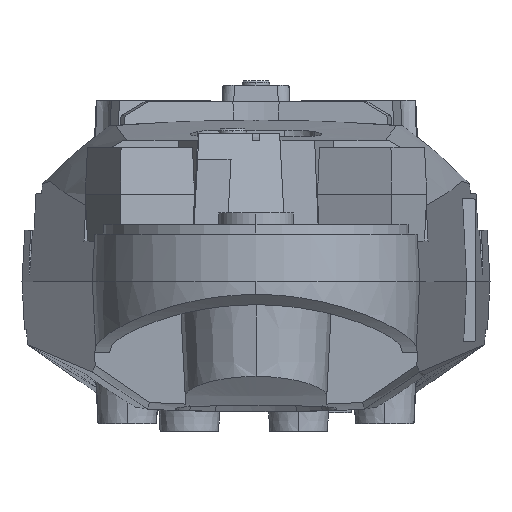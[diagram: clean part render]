
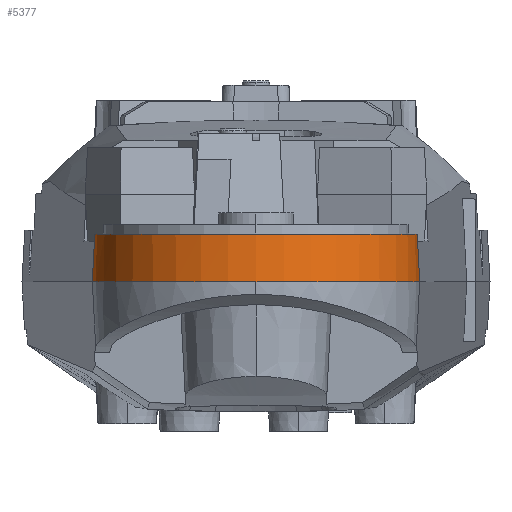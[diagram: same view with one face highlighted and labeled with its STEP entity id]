
A CAD part, front view. The second image highlights one B-rep face of the part: STEP entity #5377.
In plain terms, the highlighted conical face has half-angle 3 degrees and reference radius 70 mm.
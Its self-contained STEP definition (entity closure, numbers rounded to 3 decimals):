
#306 = EDGE_CURVE ( 'NONE', #15567, #8579, #10308, .T. ) ;
#429 = CARTESIAN_POINT ( 'NONE',  ( 0., -900., -34. ) ) ;
#849 = EDGE_CURVE ( 'NONE', #1245, #7582, #8169, .T. ) ;
#922 = CARTESIAN_POINT ( 'NONE',  ( 69.05, -902.303, -16.6 ) ) ;
#969 = AXIS2_PLACEMENT_3D ( 'NONE', #22011, #22271, #7823 ) ;
#995 = ORIENTED_EDGE ( 'NONE', *, *, #2245, .T. ) ;
#1245 = VERTEX_POINT ( 'NONE', #17870 ) ;
#1819 = CARTESIAN_POINT ( 'NONE',  ( -12.5, -832.052, -16.6 ) ) ;
#1945 = CARTESIAN_POINT ( 'NONE',  ( 69.05, -902.303, -16.6 ) ) ;
#2245 = EDGE_CURVE ( 'NONE', #7582, #3119, #5418, .T. ) ;
#2332 = CIRCLE ( 'NONE', #10398, 70. ) ;
#2806 = FACE_OUTER_BOUND ( 'NONE', #21392, .T. ) ;
#3119 = VERTEX_POINT ( 'NONE', #24866 ) ;
#3455 = VERTEX_POINT ( 'NONE', #19452 ) ;
#3993 = VECTOR ( 'NONE', #8057, 1000. ) ;
#4159 = CIRCLE ( 'NONE', #25775, 69.088 ) ;
#4387 = DIRECTION ( 'NONE',  ( 0., 0., -1. ) ) ;
#4837 = EDGE_CURVE ( 'NONE', #3455, #22061, #13829, .T. ) ;
#5361 = VECTOR ( 'NONE', #21794, 1000. ) ;
#5377 = ADVANCED_FACE ( 'NONE', ( #2806 ), #17228, .T. ) ;
#5418 = B_SPLINE_CURVE_WITH_KNOTS ( 'NONE', 3,
 ( #11787, #18269, #16280, #1819 ),
 .UNSPECIFIED., .F., .F.,
 ( 4, 4 ),
 ( 0., 1. ),
 .UNSPECIFIED. ) ;
#5609 = LINE ( 'NONE', #23793, #5361 ) ;
#6268 = CARTESIAN_POINT ( 'NONE',  ( 0., -900., -13.6 ) ) ;
#6278 = DIRECTION ( 'NONE',  ( 0., -1., 0. ) ) ;
#6578 = DIRECTION ( 'NONE',  ( 0., 1., 0. ) ) ;
#7582 = VERTEX_POINT ( 'NONE', #24108 ) ;
#7605 = ORIENTED_EDGE ( 'NONE', *, *, #14197, .F. ) ;
#7721 = DIRECTION ( 'NONE',  ( 0., 0., -1. ) ) ;
#7823 = DIRECTION ( 'NONE',  ( 0., 1., 0. ) ) ;
#8057 = DIRECTION ( 'NONE',  ( 0.052, -0.002, -0.999 ) ) ;
#8066 = CARTESIAN_POINT ( 'NONE',  ( 69.961, -902.333, -34. ) ) ;
#8138 = VERTEX_POINT ( 'NONE', #16081 ) ;
#8169 = CIRCLE ( 'NONE', #21284, 68.931 ) ;
#8172 = CARTESIAN_POINT ( 'NONE',  ( 0., -900., -16.6 ) ) ;
#8322 = B_SPLINE_CURVE_WITH_KNOTS ( 'NONE', 3,
 ( #16304, #20802, #24402, #22664 ),
 .UNSPECIFIED., .F., .F.,
 ( 4, 4 ),
 ( 0., 1. ),
 .UNSPECIFIED. ) ;
#8415 = EDGE_CURVE ( 'NONE', #8579, #1245, #8322, .T. ) ;
#8579 = VERTEX_POINT ( 'NONE', #9131 ) ;
#8938 = CARTESIAN_POINT ( 'NONE',  ( -69.961, -902.333, -34. ) ) ;
#9131 = CARTESIAN_POINT ( 'NONE',  ( 12.5, -832.052, -16.6 ) ) ;
#9491 = ORIENTED_EDGE ( 'NONE', *, *, #4837, .F. ) ;
#10231 = EDGE_CURVE ( 'NONE', #23167, #3455, #2332, .T. ) ;
#10308 = CIRCLE ( 'NONE', #969, 69.088 ) ;
#10398 = AXIS2_PLACEMENT_3D ( 'NONE', #429, #24455, #6278 ) ;
#11137 = EDGE_CURVE ( 'NONE', #3119, #8138, #4159, .T. ) ;
#11292 = AXIS2_PLACEMENT_3D ( 'NONE', #22073, #18104, #26207 ) ;
#11787 = CARTESIAN_POINT ( 'NONE',  ( -12.343, -832.183, -13.6 ) ) ;
#11898 = LINE ( 'NONE', #1945, #3993 ) ;
#12153 = DIRECTION ( 'NONE',  ( 0., 0., 1. ) ) ;
#12801 = ORIENTED_EDGE ( 'NONE', *, *, #10231, .F. ) ;
#13829 = CIRCLE ( 'NONE', #11292, 70. ) ;
#14197 = EDGE_CURVE ( 'NONE', #22061, #8138, #5609, .T. ) ;
#14878 = DIRECTION ( 'NONE',  ( 0., 1., 0. ) ) ;
#15567 = VERTEX_POINT ( 'NONE', #922 ) ;
#16081 = CARTESIAN_POINT ( 'NONE',  ( -69.05, -902.303, -16.6 ) ) ;
#16280 = CARTESIAN_POINT ( 'NONE',  ( -12.448, -832.096, -15.6 ) ) ;
#16304 = CARTESIAN_POINT ( 'NONE',  ( 12.5, -832.052, -16.6 ) ) ;
#16987 = CARTESIAN_POINT ( 'NONE',  ( 0., -900., -34. ) ) ;
#17228 = CONICAL_SURFACE ( 'NONE', #24464, 70., 0.052 ) ;
#17870 = CARTESIAN_POINT ( 'NONE',  ( 12.343, -832.183, -13.6 ) ) ;
#18104 = DIRECTION ( 'NONE',  ( 0., 0., -1. ) ) ;
#18269 = CARTESIAN_POINT ( 'NONE',  ( -12.395, -832.139, -14.6 ) ) ;
#19043 = EDGE_CURVE ( 'NONE', #15567, #23167, #11898, .T. ) ;
#19452 = CARTESIAN_POINT ( 'NONE',  ( 0., -970., -34. ) ) ;
#19751 = ORIENTED_EDGE ( 'NONE', *, *, #8415, .T. ) ;
#20447 = DIRECTION ( 'NONE',  ( 0., 1., 0. ) ) ;
#20802 = CARTESIAN_POINT ( 'NONE',  ( 12.448, -832.096, -15.6 ) ) ;
#20806 = ORIENTED_EDGE ( 'NONE', *, *, #11137, .T. ) ;
#21284 = AXIS2_PLACEMENT_3D ( 'NONE', #6268, #7721, #20447 ) ;
#21392 = EDGE_LOOP ( 'NONE', ( #995, #20806, #7605, #9491, #12801, #26211, #22411, #19751, #24096 ) ) ;
#21794 = DIRECTION ( 'NONE',  ( 0.052, 0.002, 0.999 ) ) ;
#22011 = CARTESIAN_POINT ( 'NONE',  ( 0., -900., -16.6 ) ) ;
#22061 = VERTEX_POINT ( 'NONE', #8938 ) ;
#22073 = CARTESIAN_POINT ( 'NONE',  ( 0., -900., -34. ) ) ;
#22271 = DIRECTION ( 'NONE',  ( 0., 0., 1. ) ) ;
#22411 = ORIENTED_EDGE ( 'NONE', *, *, #306, .T. ) ;
#22664 = CARTESIAN_POINT ( 'NONE',  ( 12.343, -832.183, -13.6 ) ) ;
#23167 = VERTEX_POINT ( 'NONE', #8066 ) ;
#23793 = CARTESIAN_POINT ( 'NONE',  ( -69.961, -902.333, -34. ) ) ;
#24096 = ORIENTED_EDGE ( 'NONE', *, *, #849, .T. ) ;
#24108 = CARTESIAN_POINT ( 'NONE',  ( -12.343, -832.183, -13.6 ) ) ;
#24402 = CARTESIAN_POINT ( 'NONE',  ( 12.395, -832.139, -14.6 ) ) ;
#24455 = DIRECTION ( 'NONE',  ( 0., 0., -1. ) ) ;
#24464 = AXIS2_PLACEMENT_3D ( 'NONE', #16987, #4387, #14878 ) ;
#24866 = CARTESIAN_POINT ( 'NONE',  ( -12.5, -832.052, -16.6 ) ) ;
#25775 = AXIS2_PLACEMENT_3D ( 'NONE', #8172, #12153, #6578 ) ;
#26207 = DIRECTION ( 'NONE',  ( 0., -1., 0. ) ) ;
#26211 = ORIENTED_EDGE ( 'NONE', *, *, #19043, .F. ) ;
